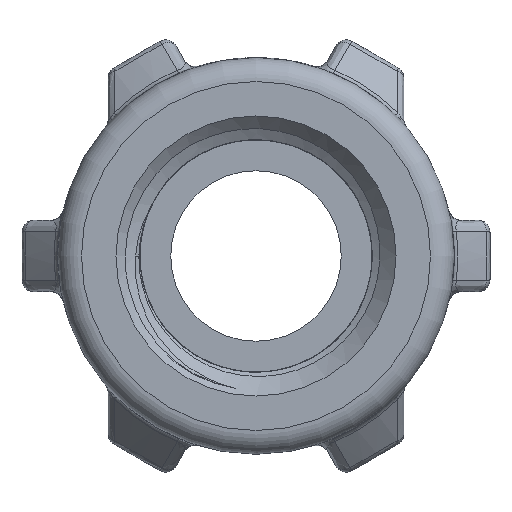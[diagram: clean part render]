
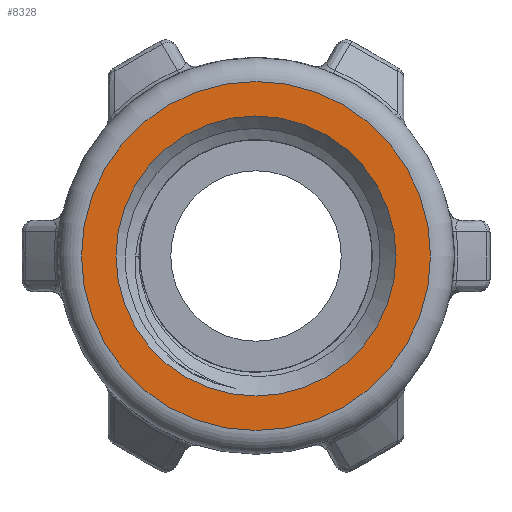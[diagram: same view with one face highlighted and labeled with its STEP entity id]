
A CAD part, left-side view. The second image highlights one B-rep face of the part: STEP entity #8328.
In plain terms, the highlighted planar face has unit normal (-1, 0, 0).
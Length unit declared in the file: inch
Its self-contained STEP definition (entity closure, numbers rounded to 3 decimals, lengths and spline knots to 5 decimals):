
#95=FACE_BOUND('',#1681,.T.);
#155=PLANE('',#8987);
#1149=FACE_OUTER_BOUND('',#1680,.T.);
#1680=EDGE_LOOP('',(#6166));
#1681=EDGE_LOOP('',(#6167));
#3297=CIRCLE('',#8986,0.44);
#3298=CIRCLE('',#8988,0.35306);
#3603=VERTEX_POINT('',#13523);
#3604=VERTEX_POINT('',#13526);
#4567=EDGE_CURVE('',#3603,#3603,#3297,.T.);
#4568=EDGE_CURVE('',#3604,#3604,#3298,.T.);
#6166=ORIENTED_EDGE('',*,*,#4567,.F.);
#6167=ORIENTED_EDGE('',*,*,#4568,.T.);
#8328=ADVANCED_FACE('',(#1149,#95),#155,.T.);
#8986=AXIS2_PLACEMENT_3D('',#13524,#9932,#9933);
#8987=AXIS2_PLACEMENT_3D('',#13525,#9934,#9935);
#8988=AXIS2_PLACEMENT_3D('',#13527,#9936,#9937);
#9932=DIRECTION('center_axis',(1.,0.,0.));
#9933=DIRECTION('ref_axis',(0.,-1.,0.));
#9934=DIRECTION('center_axis',(-1.,0.,0.));
#9935=DIRECTION('ref_axis',(0.,0.,1.));
#9936=DIRECTION('center_axis',(1.,0.,0.));
#9937=DIRECTION('ref_axis',(0.,1.,0.));
#13523=CARTESIAN_POINT('',(-0.625,0.44,0.));
#13524=CARTESIAN_POINT('Origin',(-0.625,0.,0.));
#13525=CARTESIAN_POINT('Origin',(-0.625,0.42653,0.));
#13526=CARTESIAN_POINT('',(-0.625,0.35306,0.));
#13527=CARTESIAN_POINT('Origin',(-0.625,0.,0.));
